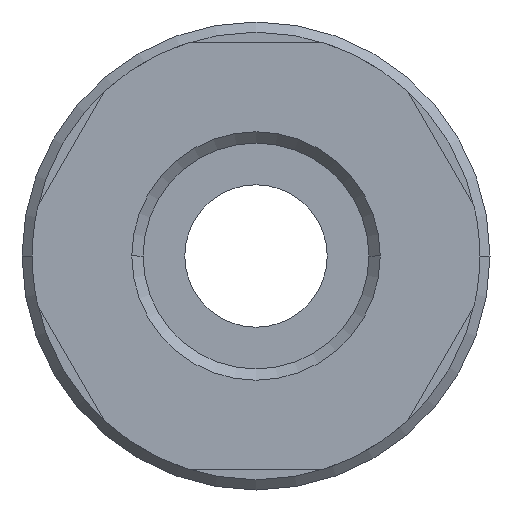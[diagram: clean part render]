
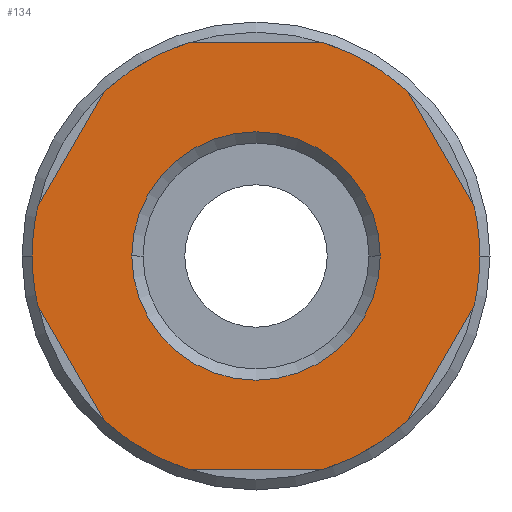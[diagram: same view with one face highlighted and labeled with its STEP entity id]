
A CAD part, front view. The second image highlights one B-rep face of the part: STEP entity #134.
In plain terms, the highlighted planar face has unit normal (0, -1, 0).
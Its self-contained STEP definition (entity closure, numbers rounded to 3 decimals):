
#134=ADVANCED_FACE('',(#334,#335),#336,.T.);
#334=FACE_BOUND('',#603,.T.);
#335=FACE_OUTER_BOUND('',#604,.T.);
#336=PLANE('',#605);
#603=EDGE_LOOP('',(#930,#931));
#604=EDGE_LOOP('',(#932,#933,#934,#935,#936,#937,#938,#939,#940,#941,#942,#943,#944,#945));
#605=AXIS2_PLACEMENT_3D('',#946,#947,#948);
#930=ORIENTED_EDGE('',*,*,#1535,.T.);
#931=ORIENTED_EDGE('',*,*,#1592,.T.);
#932=ORIENTED_EDGE('',*,*,#1593,.T.);
#933=ORIENTED_EDGE('',*,*,#1594,.F.);
#934=ORIENTED_EDGE('',*,*,#1595,.T.);
#935=ORIENTED_EDGE('',*,*,#1596,.F.);
#936=ORIENTED_EDGE('',*,*,#1597,.T.);
#937=ORIENTED_EDGE('',*,*,#1598,.F.);
#938=ORIENTED_EDGE('',*,*,#1599,.F.);
#939=ORIENTED_EDGE('',*,*,#1600,.T.);
#940=ORIENTED_EDGE('',*,*,#1552,.F.);
#941=ORIENTED_EDGE('',*,*,#1601,.T.);
#942=ORIENTED_EDGE('',*,*,#1602,.F.);
#943=ORIENTED_EDGE('',*,*,#1540,.T.);
#944=ORIENTED_EDGE('',*,*,#1603,.F.);
#945=ORIENTED_EDGE('',*,*,#1604,.F.);
#946=CARTESIAN_POINT('',(5.5,0.0,0.0));
#947=DIRECTION('',(-0.0,-1.0,-0.0));
#948=DIRECTION('',(-1.0,0.0,0.0));
#1535=EDGE_CURVE('',#1809,#1807,#1810,.T.);
#1540=EDGE_CURVE('',#1818,#1815,#1819,.T.);
#1552=EDGE_CURVE('',#1838,#1833,#1840,.T.);
#1592=EDGE_CURVE('',#1807,#1809,#1905,.T.);
#1593=EDGE_CURVE('',#1906,#1907,#1908,.T.);
#1594=EDGE_CURVE('',#1909,#1907,#1910,.T.);
#1595=EDGE_CURVE('',#1909,#1911,#1912,.T.);
#1596=EDGE_CURVE('',#1913,#1911,#1914,.T.);
#1597=EDGE_CURVE('',#1913,#1915,#1916,.T.);
#1598=EDGE_CURVE('',#1917,#1915,#1918,.T.);
#1599=EDGE_CURVE('',#1919,#1917,#1920,.T.);
#1600=EDGE_CURVE('',#1919,#1833,#1921,.T.);
#1601=EDGE_CURVE('',#1838,#1922,#1923,.T.);
#1602=EDGE_CURVE('',#1818,#1922,#1924,.T.);
#1603=EDGE_CURVE('',#1925,#1815,#1926,.T.);
#1604=EDGE_CURVE('',#1906,#1925,#1927,.T.);
#1807=VERTEX_POINT('',#2187);
#1809=VERTEX_POINT('',#2190);
#1810=CIRCLE('',#2191,6.105);
#1815=VERTEX_POINT('',#2197);
#1818=VERTEX_POINT('',#2201);
#1819=LINE('',#2202,#2203);
#1833=VERTEX_POINT('',#2221);
#1838=VERTEX_POINT('',#2227);
#1840=CIRCLE('',#2230,11.0);
#1905=CIRCLE('',#2371,6.105);
#1906=VERTEX_POINT('',#2372);
#1907=VERTEX_POINT('',#2373);
#1908=LINE('',#2374,#2375);
#1909=VERTEX_POINT('',#2376);
#1910=CIRCLE('',#2377,11.0);
#1911=VERTEX_POINT('',#2378);
#1912=LINE('',#2379,#2380);
#1913=VERTEX_POINT('',#2381);
#1914=CIRCLE('',#2382,11.0);
#1915=VERTEX_POINT('',#2383);
#1916=LINE('',#2384,#2385);
#1917=VERTEX_POINT('',#2386);
#1918=CIRCLE('',#2387,11.0);
#1919=VERTEX_POINT('',#2388);
#1920=CIRCLE('',#2389,11.0);
#1921=LINE('',#2390,#2391);
#1922=VERTEX_POINT('',#2392);
#1923=LINE('',#2393,#2394);
#1924=CIRCLE('',#2395,11.0);
#1925=VERTEX_POINT('',#2396);
#1926=CIRCLE('',#2397,11.0);
#1927=CIRCLE('',#2398,11.0);
#2187=CARTESIAN_POINT('',(6.105,0.0,0.));
#2190=CARTESIAN_POINT('',(-6.105,0.0,0.));
#2191=AXIS2_PLACEMENT_3D('',#2899,#2900,#2901);
#2197=CARTESIAN_POINT('',(-10.733,0.0,2.411));
#2201=CARTESIAN_POINT('',(-7.454,0.0,8.089));
#2202=CARTESIAN_POINT('',(-8.406,0.0,6.441));
#2203=VECTOR('',#2907,1.0);
#2221=CARTESIAN_POINT('',(7.454,0.0,8.089));
#2227=CARTESIAN_POINT('',(3.279,0.0,10.5));
#2230=AXIS2_PLACEMENT_3D('',#2923,#2924,#2925);
#2371=AXIS2_PLACEMENT_3D('',#2978,#2979,#2980);
#2372=CARTESIAN_POINT('',(-10.733,0.0,-2.411));
#2373=CARTESIAN_POINT('',(-7.454,0.0,-8.089));
#2374=CARTESIAN_POINT('',(-8.406,0.0,-6.441));
#2375=VECTOR('',#2981,1.0);
#2376=CARTESIAN_POINT('',(-3.279,0.0,-10.5));
#2377=AXIS2_PLACEMENT_3D('',#2982,#2983,#2984);
#2378=CARTESIAN_POINT('',(3.279,0.0,-10.5));
#2379=CARTESIAN_POINT('',(2.75,0.0,-10.5));
#2380=VECTOR('',#2985,1.0);
#2381=CARTESIAN_POINT('',(7.454,0.0,-8.089));
#2382=AXIS2_PLACEMENT_3D('',#2986,#2987,#2988);
#2383=CARTESIAN_POINT('',(10.733,0.0,-2.411));
#2384=CARTESIAN_POINT('',(9.781,0.0,-4.059));
#2385=VECTOR('',#2989,1.0);
#2386=CARTESIAN_POINT('',(11.0,0.0,0.));
#2387=AXIS2_PLACEMENT_3D('',#2990,#2991,#2992);
#2388=CARTESIAN_POINT('',(10.733,0.0,2.411));
#2389=AXIS2_PLACEMENT_3D('',#2993,#2994,#2995);
#2390=CARTESIAN_POINT('',(9.781,0.0,4.059));
#2391=VECTOR('',#2996,1.0);
#2392=CARTESIAN_POINT('',(-3.279,0.0,10.5));
#2393=CARTESIAN_POINT('',(2.75,0.0,10.5));
#2394=VECTOR('',#2997,1.0);
#2395=AXIS2_PLACEMENT_3D('',#2998,#2999,#3000);
#2396=CARTESIAN_POINT('',(-11.0,0.0,0.));
#2397=AXIS2_PLACEMENT_3D('',#3001,#3002,#3003);
#2398=AXIS2_PLACEMENT_3D('',#3004,#3005,#3006);
#2899=CARTESIAN_POINT('',(0.0,0.0,0.0));
#2900=DIRECTION('',(-0.0,1.0,0.0));
#2901=DIRECTION('',(1.0,0.0,0.0));
#2907=DIRECTION('',(-0.5,0.0,-0.866));
#2923=CARTESIAN_POINT('',(0.0,0.0,0.0));
#2924=DIRECTION('',(-0.0,1.0,0.0));
#2925=DIRECTION('',(1.0,0.0,0.0));
#2978=CARTESIAN_POINT('',(0.0,0.0,0.0));
#2979=DIRECTION('',(-0.0,1.0,0.0));
#2980=DIRECTION('',(1.0,0.0,0.0));
#2981=DIRECTION('',(0.5,0.0,-0.866));
#2982=CARTESIAN_POINT('',(0.0,0.0,0.0));
#2983=DIRECTION('',(-0.0,1.0,0.0));
#2984=DIRECTION('',(1.0,0.0,0.0));
#2985=DIRECTION('',(1.0,-0.0,0.0));
#2986=CARTESIAN_POINT('',(0.0,0.0,0.0));
#2987=DIRECTION('',(-0.0,1.0,0.0));
#2988=DIRECTION('',(1.0,0.0,0.0));
#2989=DIRECTION('',(0.5,-0.0,0.866));
#2990=CARTESIAN_POINT('',(0.0,0.0,0.0));
#2991=DIRECTION('',(-0.0,1.0,0.0));
#2992=DIRECTION('',(1.0,0.0,0.0));
#2993=CARTESIAN_POINT('',(0.0,0.0,0.0));
#2994=DIRECTION('',(-0.0,1.0,0.0));
#2995=DIRECTION('',(1.0,0.0,0.0));
#2996=DIRECTION('',(-0.5,0.0,0.866));
#2997=DIRECTION('',(-1.0,0.0,0.));
#2998=CARTESIAN_POINT('',(0.0,0.0,0.0));
#2999=DIRECTION('',(-0.0,1.0,0.0));
#3000=DIRECTION('',(1.0,0.0,0.0));
#3001=CARTESIAN_POINT('',(0.0,0.0,0.0));
#3002=DIRECTION('',(-0.0,1.0,0.0));
#3003=DIRECTION('',(1.0,0.0,0.0));
#3004=CARTESIAN_POINT('',(0.0,0.0,0.0));
#3005=DIRECTION('',(-0.0,1.0,0.0));
#3006=DIRECTION('',(1.0,0.0,0.0));
